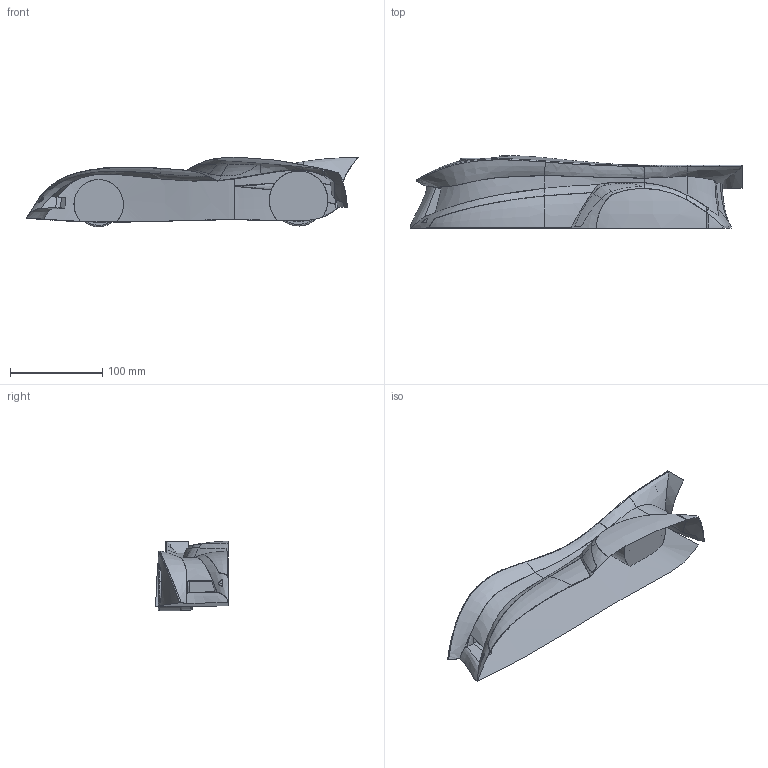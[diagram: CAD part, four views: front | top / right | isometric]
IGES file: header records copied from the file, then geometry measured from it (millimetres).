
Start section: IGES FILE DATA SOURCE = DDN PART ICEM PART NAME = ENOVIABATCAR.IGS ICEM PART SHEET NUMBER = 1
Global section: file name: enoviabatcar.igs; native system: ICEM LTD. - ICEM IGES; preprocessor: 4.4.0.53; date: 20150215.060646; units: millimetre
Bounding box: 359.91 x 78.7 x 75.32 mm (x, y, z)
Surface area: 93209.8 mm2 (no closed solid volume)
Topology: 0 solids, 0 shells, 273 faces, 7370 edges, 7359 vertices
Faces by surface type: bspline 273
